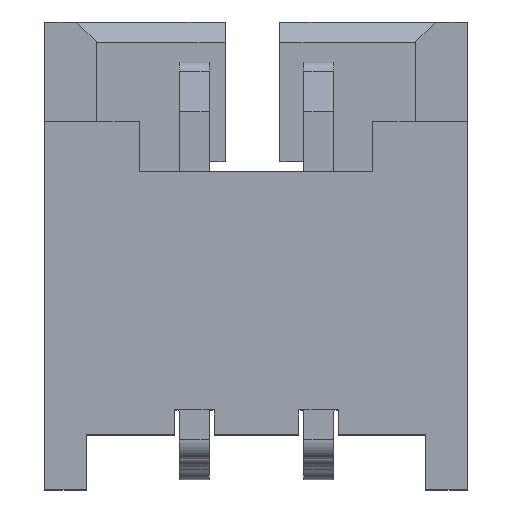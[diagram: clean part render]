
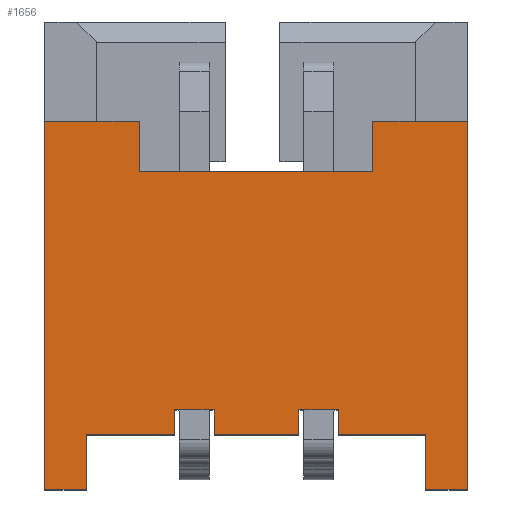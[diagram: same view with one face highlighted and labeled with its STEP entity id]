
A CAD part, top view. The second image highlights one B-rep face of the part: STEP entity #1656.
In plain terms, the highlighted planar face has unit normal (0, 0, 1).
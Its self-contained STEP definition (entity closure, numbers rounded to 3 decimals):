
#9=DIRECTION('',(1.,0.,0.));
#10=VECTOR('',#9,0.42);
#11=CARTESIAN_POINT('',(-2.125,0.,1.75));
#12=LINE('',#11,#10);
#13=DIRECTION('',(1.,0.,0.));
#14=VECTOR('',#13,0.42);
#15=CARTESIAN_POINT('',(1.705,0.,1.75));
#16=LINE('',#15,#14);
#37=DIRECTION('',(0.,1.,0.));
#38=VECTOR('',#37,0.25);
#39=CARTESIAN_POINT('',(-0.42,0.55,1.75));
#40=LINE('',#39,#38);
#41=DIRECTION('',(-1.,0.,0.));
#42=VECTOR('',#41,0.4);
#43=CARTESIAN_POINT('',(-0.42,0.8,1.75));
#44=LINE('',#43,#42);
#45=DIRECTION('',(0.,-1.,0.));
#46=VECTOR('',#45,0.25);
#47=CARTESIAN_POINT('',(-0.82,0.8,1.75));
#48=LINE('',#47,#46);
#49=DIRECTION('',(-1.,0.,0.));
#50=VECTOR('',#49,0.885);
#51=CARTESIAN_POINT('',(-0.82,0.55,1.75));
#52=LINE('',#51,#50);
#53=DIRECTION('',(0.,1.,0.));
#54=VECTOR('',#53,0.55);
#55=CARTESIAN_POINT('',(-1.705,0.,1.75));
#56=LINE('',#55,#54);
#57=DIRECTION('',(0.,1.,0.));
#58=VECTOR('',#57,3.7);
#59=CARTESIAN_POINT('',(-2.125,0.,1.75));
#60=LINE('',#59,#58);
#61=DIRECTION('',(1.,0.,0.));
#62=VECTOR('',#61,0.95);
#63=CARTESIAN_POINT('',(-2.125,3.7,1.75));
#64=LINE('',#63,#62);
#65=DIRECTION('',(0.,-1.,0.));
#66=VECTOR('',#65,0.5);
#67=CARTESIAN_POINT('',(-1.175,3.7,1.75));
#68=LINE('',#67,#66);
#69=DIRECTION('',(1.,0.,0.));
#70=VECTOR('',#69,2.35);
#71=CARTESIAN_POINT('',(-1.175,3.2,1.75));
#72=LINE('',#71,#70);
#73=DIRECTION('',(0.,1.,0.));
#74=VECTOR('',#73,0.5);
#75=CARTESIAN_POINT('',(1.175,3.2,1.75));
#76=LINE('',#75,#74);
#77=DIRECTION('',(-1.,0.,0.));
#78=VECTOR('',#77,0.95);
#79=CARTESIAN_POINT('',(2.125,3.7,1.75));
#80=LINE('',#79,#78);
#81=DIRECTION('',(0.,1.,0.));
#82=VECTOR('',#81,0.55);
#83=CARTESIAN_POINT('',(1.705,0.,1.75));
#84=LINE('',#83,#82);
#85=DIRECTION('',(-1.,0.,0.));
#86=VECTOR('',#85,0.875);
#87=CARTESIAN_POINT('',(1.705,0.55,1.75));
#88=LINE('',#87,#86);
#89=DIRECTION('',(0.,1.,0.));
#90=VECTOR('',#89,0.25);
#91=CARTESIAN_POINT('',(0.83,0.55,1.75));
#92=LINE('',#91,#90);
#93=DIRECTION('',(-1.,0.,0.));
#94=VECTOR('',#93,0.4);
#95=CARTESIAN_POINT('',(0.83,0.8,1.75));
#96=LINE('',#95,#94);
#97=DIRECTION('',(0.,-1.,0.));
#98=VECTOR('',#97,0.25);
#99=CARTESIAN_POINT('',(0.43,0.8,1.75));
#100=LINE('',#99,#98);
#101=DIRECTION('',(-1.,0.,0.));
#102=VECTOR('',#101,0.85);
#103=CARTESIAN_POINT('',(0.43,0.55,1.75));
#104=LINE('',#103,#102);
#705=DIRECTION('',(0.,1.,0.));
#706=VECTOR('',#705,3.7);
#707=CARTESIAN_POINT('',(2.125,0.,1.75));
#708=LINE('',#707,#706);
#1190=CARTESIAN_POINT('',(-2.125,0.,1.75));
#1192=VERTEX_POINT('',#1190);
#1193=CARTESIAN_POINT('',(2.125,0.,1.75));
#1195=VERTEX_POINT('',#1193);
#1241=CARTESIAN_POINT('',(-2.125,3.7,1.75));
#1242=VERTEX_POINT('',#1241);
#1243=CARTESIAN_POINT('',(-1.175,3.7,1.75));
#1244=VERTEX_POINT('',#1243);
#1245=CARTESIAN_POINT('',(-1.175,3.2,1.75));
#1246=VERTEX_POINT('',#1245);
#1247=CARTESIAN_POINT('',(1.175,3.2,1.75));
#1248=VERTEX_POINT('',#1247);
#1249=CARTESIAN_POINT('',(1.175,3.7,1.75));
#1250=VERTEX_POINT('',#1249);
#1251=CARTESIAN_POINT('',(2.125,3.7,1.75));
#1252=VERTEX_POINT('',#1251);
#1269=CARTESIAN_POINT('',(-1.705,0.,1.75));
#1270=CARTESIAN_POINT('',(-1.705,0.55,1.75));
#1271=VERTEX_POINT('',#1269);
#1272=VERTEX_POINT('',#1270);
#1273=CARTESIAN_POINT('',(1.705,0.,1.75));
#1274=CARTESIAN_POINT('',(1.705,0.55,1.75));
#1275=VERTEX_POINT('',#1273);
#1276=VERTEX_POINT('',#1274);
#1281=CARTESIAN_POINT('',(0.83,0.55,1.75));
#1282=CARTESIAN_POINT('',(0.83,0.8,1.75));
#1283=VERTEX_POINT('',#1281);
#1284=VERTEX_POINT('',#1282);
#1285=CARTESIAN_POINT('',(0.43,0.8,1.75));
#1286=VERTEX_POINT('',#1285);
#1287=CARTESIAN_POINT('',(0.43,0.55,1.75));
#1288=VERTEX_POINT('',#1287);
#1293=CARTESIAN_POINT('',(-0.42,0.55,1.75));
#1294=CARTESIAN_POINT('',(-0.42,0.8,1.75));
#1295=VERTEX_POINT('',#1293);
#1296=VERTEX_POINT('',#1294);
#1297=CARTESIAN_POINT('',(-0.82,0.8,1.75));
#1298=VERTEX_POINT('',#1297);
#1299=CARTESIAN_POINT('',(-0.82,0.55,1.75));
#1300=VERTEX_POINT('',#1299);
#1612=CARTESIAN_POINT('',(-2.125,0.,1.75));
#1613=DIRECTION('',(0.,0.,1.));
#1614=DIRECTION('',(1.,0.,0.));
#1615=AXIS2_PLACEMENT_3D('',#1612,#1613,#1614);
#1616=PLANE('',#1615);
#1618=ORIENTED_EDGE('',*,*,#1617,.T.);
#1620=ORIENTED_EDGE('',*,*,#1619,.T.);
#1622=ORIENTED_EDGE('',*,*,#1621,.T.);
#1624=ORIENTED_EDGE('',*,*,#1623,.T.);
#1625=ORIENTED_EDGE('',*,*,#1599,.F.);
#1626=ORIENTED_EDGE('',*,*,#1572,.F.);
#1628=ORIENTED_EDGE('',*,*,#1627,.T.);
#1630=ORIENTED_EDGE('',*,*,#1629,.T.);
#1632=ORIENTED_EDGE('',*,*,#1631,.T.);
#1634=ORIENTED_EDGE('',*,*,#1633,.T.);
#1636=ORIENTED_EDGE('',*,*,#1635,.T.);
#1638=ORIENTED_EDGE('',*,*,#1637,.F.);
#1640=ORIENTED_EDGE('',*,*,#1639,.F.);
#1641=ORIENTED_EDGE('',*,*,#1584,.F.);
#1643=ORIENTED_EDGE('',*,*,#1642,.T.);
#1645=ORIENTED_EDGE('',*,*,#1644,.T.);
#1647=ORIENTED_EDGE('',*,*,#1646,.T.);
#1649=ORIENTED_EDGE('',*,*,#1648,.T.);
#1651=ORIENTED_EDGE('',*,*,#1650,.T.);
#1653=ORIENTED_EDGE('',*,*,#1652,.T.);
#1654=EDGE_LOOP('',(#1618,#1620,#1622,#1624,#1625,#1626,#1628,#1630,#1632,#1634,
#1636,#1638,#1640,#1641,#1643,#1645,#1647,#1649,#1651,#1653));
#1655=FACE_OUTER_BOUND('',#1654,.F.);
#1572=EDGE_CURVE('',#1192,#1271,#12,.T.);
#1584=EDGE_CURVE('',#1275,#1195,#16,.T.);
#1599=EDGE_CURVE('',#1271,#1272,#56,.T.);
#1617=EDGE_CURVE('',#1295,#1296,#40,.T.);
#1619=EDGE_CURVE('',#1296,#1298,#44,.T.);
#1621=EDGE_CURVE('',#1298,#1300,#48,.T.);
#1623=EDGE_CURVE('',#1300,#1272,#52,.T.);
#1627=EDGE_CURVE('',#1192,#1242,#60,.T.);
#1629=EDGE_CURVE('',#1242,#1244,#64,.T.);
#1631=EDGE_CURVE('',#1244,#1246,#68,.T.);
#1633=EDGE_CURVE('',#1246,#1248,#72,.T.);
#1635=EDGE_CURVE('',#1248,#1250,#76,.T.);
#1637=EDGE_CURVE('',#1252,#1250,#80,.T.);
#1639=EDGE_CURVE('',#1195,#1252,#708,.T.);
#1642=EDGE_CURVE('',#1275,#1276,#84,.T.);
#1644=EDGE_CURVE('',#1276,#1283,#88,.T.);
#1646=EDGE_CURVE('',#1283,#1284,#92,.T.);
#1648=EDGE_CURVE('',#1284,#1286,#96,.T.);
#1650=EDGE_CURVE('',#1286,#1288,#100,.T.);
#1652=EDGE_CURVE('',#1288,#1295,#104,.T.);
#1656=ADVANCED_FACE('',(#1655),#1616,.T.);
